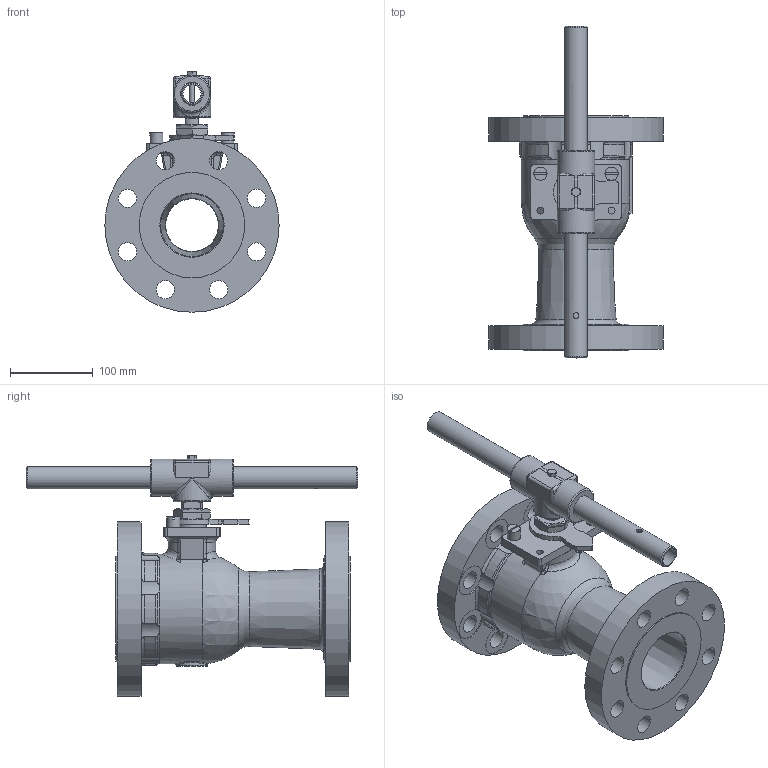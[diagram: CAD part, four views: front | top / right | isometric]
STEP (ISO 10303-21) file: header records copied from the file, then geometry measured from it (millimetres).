
FILE_DESCRIPTION((''),'2;1');
FILE_NAME('GA-30-F52-CL300-W-A-1.stp','2011-05-16T13:59:13',('jaday'),(''),'Autodesk Inventor 2009','Autodesk Inventor 2009','');
FILE_SCHEMA(('AUTOMOTIVE_DESIGN { 1 0 10303 214 1 1 1 1 }'));
Length unit declared in the file: millimetre
Products named in the file (9): GA-30-F52-CL300-W-A-1; GA-B05230-51100-A-1; GA-F51-30-STEM-BUILD-A-1; GA-51-30-041-A-1; GA-44-30-061-A-1; GA-51-30-014-A-1; B00030-01026-A-1; M06-8-045-110-A-1; GA-51-30-031-A-1
Assembly tree (9 placements, depth 2):
  GA-30-F52-CL300-W-A-1
    GA-B05230-51100-A-1
    GA-F51-30-STEM-BUILD-A-1
    GA-51-30-041-A-1
    GA-44-30-061-A-1
    GA-51-30-014-A-1
    B00030-01026-A-1
    M06-8-045-110-A-1
    GA-51-30-031-A-1  x2
Bounding box: 210 x 400 x 289.78 mm (x, y, z)
Volume: 3470988.4 mm3; surface area: 444616.7 mm2
Topology: 9 solids, 9 shells, 363 faces, 921 edges, 582 vertices
Faces by surface type: plane 131, cylinder 115, bspline 60, cone 38, torus 14, sphere 5
Full cylindrical faces by diameter (mm): 6 x1, 7 x5, 7.675 x2, 10 x2, 15.84 x2, 21.7 x1, 22 x16, 26.9 x1, 27.8 x2, 34 x1, 34.03 x2, 38.25 x8, 45 x2, 63.5 x2, 64.25 x1, 127 x2, 210 x2
Entity records: 16835 total; most frequent: CARTESIAN_POINT 8773, ORIENTED_EDGE 1586, DIRECTION 1571, EDGE_CURVE 793, AXIS2_PLACEMENT_3D 657, VERTEX_POINT 544, EDGE_LOOP 501, FACE_OUTER_BOUND 351
